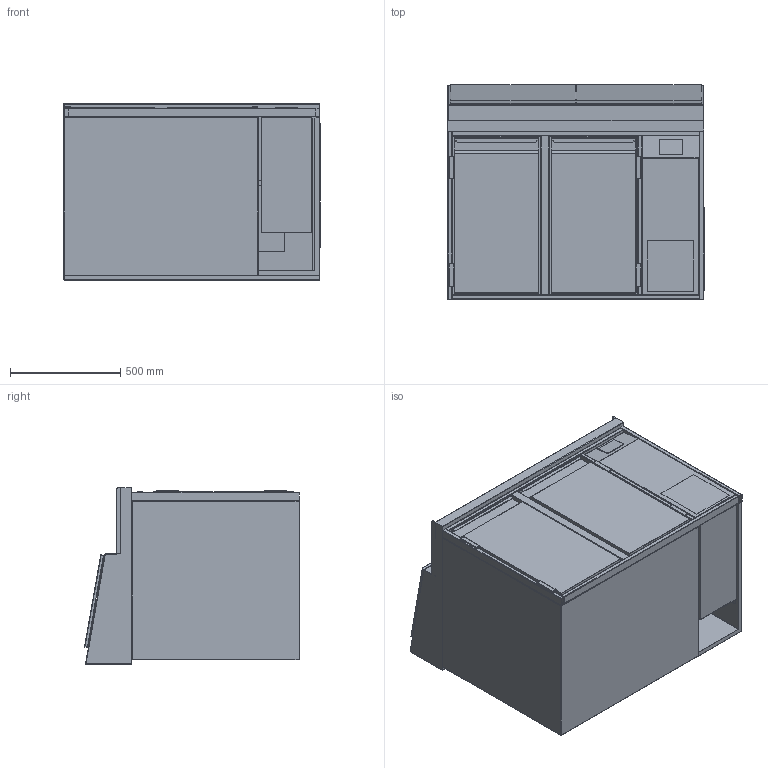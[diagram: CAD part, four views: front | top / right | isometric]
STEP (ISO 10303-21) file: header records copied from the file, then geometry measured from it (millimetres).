
FILE_DESCRIPTION (( 'STEP AP214' ), '1' );
FILE_NAME ('BLUE-2-76-R-2T-V03_33.step', '2026-02-26T08:01:31', ( '' ), ( '' ), 'SwSTEP 2.0', 'SolidWorks 2023', '' );
FILE_SCHEMA (( 'AUTOMOTIVE_DESIGN' ));
Length unit declared in the file: millimetre
Products named in the file (12): BLUE-2-76-R-2T-V03_33; 20-03-43319_G-BL-Einbauelement-Tür-400-660-760-L; 20-03-43319_G-BL-Einbauelement-Tür-400-660-760-R; 20-03-43318_G-KT-Rahmen-Tür-400-760; 18-06-35404_TUER-385-705-L; 21-01-47515_G-BL-FRR-760-1160--880B-280; 23-10-54635_Oberplatte-1160-BLU; 24-02-55011_G-BL-Fach-S-R-280-760-760; 18-06-35404_TUER-385-705-R; 20-03-43331_G-KT-Auflage-400-660-Ohne-Rost; 23-10-54633_G-BL-Korpus-880-760-760-R; 20-03-43331_G-KT-Auflage-400-660-mit-Rost
Assembly tree (14 placements, depth 3):
  BLUE-2-76-R-2T-V03_33
    23-10-54633_G-BL-Korpus-880-760-760-R
    21-01-47515_G-BL-FRR-760-1160--880B-280
    24-02-55011_G-BL-Fach-S-R-280-760-760
    20-03-43319_G-BL-Einbauelement-Tür-400-660-760-L
      20-03-43318_G-KT-Rahmen-Tür-400-760
      18-06-35404_TUER-385-705-L
      20-03-43331_G-KT-Auflage-400-660-Ohne-Rost
      20-03-43331_G-KT-Auflage-400-660-mit-Rost
    20-03-43319_G-BL-Einbauelement-Tür-400-660-760-R
      20-03-43318_G-KT-Rahmen-Tür-400-760
      18-06-35404_TUER-385-705-R
      20-03-43331_G-KT-Auflage-400-660-Ohne-Rost
      20-03-43331_G-KT-Auflage-400-660-mit-Rost
    23-10-54635_Oberplatte-1160-BLU
Bounding box: 1161 x 974.27 x 800 mm (x, y, z)
Volume: 200276992.3 mm3; surface area: 16566814.2 mm2
Topology: 32 solids, 32 shells, 1761 faces, 4666 edges, 2930 vertices
Faces by surface type: cylinder 1068, plane 572, sphere 57, torus 34, bspline 30
Entity records: 39243 total; most frequent: CARTESIAN_POINT 7475, DIRECTION 6771, ORIENTED_EDGE 6274, EDGE_CURVE 3137, AXIS2_PLACEMENT_3D 2515, VERTEX_POINT 1967, LINE 1741, VECTOR 1741
